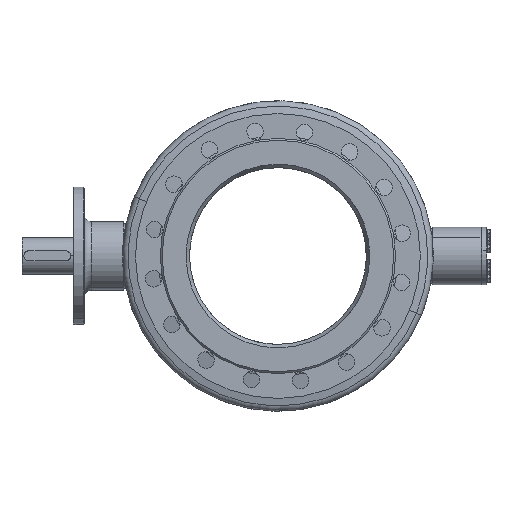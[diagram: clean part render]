
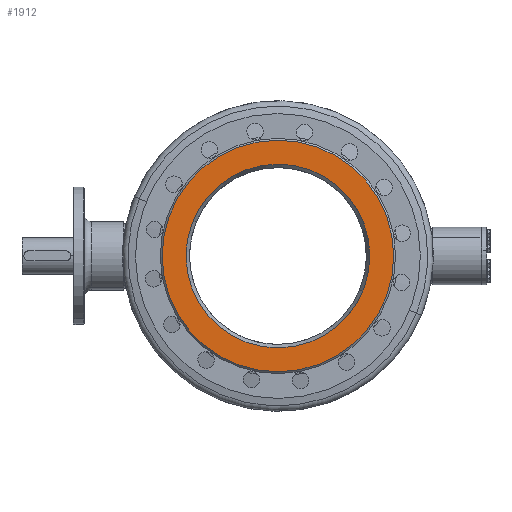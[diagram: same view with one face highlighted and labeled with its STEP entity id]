
A CAD part, left-side view. The second image highlights one B-rep face of the part: STEP entity #1912.
In plain terms, the highlighted face is planar.
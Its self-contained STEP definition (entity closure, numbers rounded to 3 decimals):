
#321 = DIRECTION ( 'NONE',  ( 0., 0., 1. ) ) ;
#388 = VERTEX_POINT ( 'NONE', #12403 ) ;
#396 = EDGE_CURVE ( 'NONE', #1816, #11054, #9597, .T. ) ;
#505 = CARTESIAN_POINT ( 'NONE',  ( 0., 0., 48. ) ) ;
#593 = FACE_BOUND ( 'NONE', #6702, .T. ) ;
#852 = EDGE_CURVE ( 'NONE', #388, #2932, #9812, .T. ) ;
#1487 = CARTESIAN_POINT ( 'NONE',  ( 0., 0., 48. ) ) ;
#1816 = VERTEX_POINT ( 'NONE', #10968 ) ;
#1912 = ADVANCED_FACE ( 'NONE', ( #593, #11234 ), #11424, .T. ) ;
#2340 = CIRCLE ( 'NONE', #2539, 252. ) ;
#2383 = DIRECTION ( 'NONE',  ( 0., 0., 1. ) ) ;
#2405 = CARTESIAN_POINT ( 'NONE',  ( 0., 0., 48. ) ) ;
#2507 = DIRECTION ( 'NONE',  ( 1., 0., 0. ) ) ;
#2539 = AXIS2_PLACEMENT_3D ( 'NONE', #505, #2383, #5262 ) ;
#2932 = VERTEX_POINT ( 'NONE', #9795 ) ;
#3298 = AXIS2_PLACEMENT_3D ( 'NONE', #12585, #6601, #5876 ) ;
#3601 = DIRECTION ( 'NONE',  ( 1., 0., 0. ) ) ;
#3643 = AXIS2_PLACEMENT_3D ( 'NONE', #1487, #321, #2507 ) ;
#4055 = AXIS2_PLACEMENT_3D ( 'NONE', #7627, #5558, #9493 ) ;
#5262 = DIRECTION ( 'NONE',  ( 1., 0., 0. ) ) ;
#5310 = CARTESIAN_POINT ( 'NONE',  ( -200., 0., 48. ) ) ;
#5449 = ORIENTED_EDGE ( 'NONE', *, *, #6542, .F. ) ;
#5558 = DIRECTION ( 'NONE',  ( 0., 0., 1. ) ) ;
#5876 = DIRECTION ( 'NONE',  ( 1., 0., 0. ) ) ;
#6028 = ORIENTED_EDGE ( 'NONE', *, *, #852, .T. ) ;
#6378 = AXIS2_PLACEMENT_3D ( 'NONE', #2405, #11495, #3601 ) ;
#6542 = EDGE_CURVE ( 'NONE', #11054, #1816, #8857, .T. ) ;
#6601 = DIRECTION ( 'NONE',  ( 0., 0., 1. ) ) ;
#6702 = EDGE_LOOP ( 'NONE', ( #9159, #5449 ) ) ;
#7516 = EDGE_LOOP ( 'NONE', ( #6028, #7527 ) ) ;
#7527 = ORIENTED_EDGE ( 'NONE', *, *, #12509, .T. ) ;
#7627 = CARTESIAN_POINT ( 'NONE',  ( 0., 0., 48. ) ) ;
#8857 = CIRCLE ( 'NONE', #3298, 200. ) ;
#9159 = ORIENTED_EDGE ( 'NONE', *, *, #396, .F. ) ;
#9493 = DIRECTION ( 'NONE',  ( 1., 0., 0. ) ) ;
#9597 = CIRCLE ( 'NONE', #4055, 200. ) ;
#9795 = CARTESIAN_POINT ( 'NONE',  ( 252., 0., 48. ) ) ;
#9812 = CIRCLE ( 'NONE', #3643, 252. ) ;
#10968 = CARTESIAN_POINT ( 'NONE',  ( 200., 0., 48. ) ) ;
#11054 = VERTEX_POINT ( 'NONE', #5310 ) ;
#11234 = FACE_OUTER_BOUND ( 'NONE', #7516, .T. ) ;
#11424 = PLANE ( 'NONE',  #6378 ) ;
#11495 = DIRECTION ( 'NONE',  ( 0., 0., 1. ) ) ;
#12403 = CARTESIAN_POINT ( 'NONE',  ( -252., 0., 48. ) ) ;
#12509 = EDGE_CURVE ( 'NONE', #2932, #388, #2340, .T. ) ;
#12585 = CARTESIAN_POINT ( 'NONE',  ( 0., 0., 48. ) ) ;
